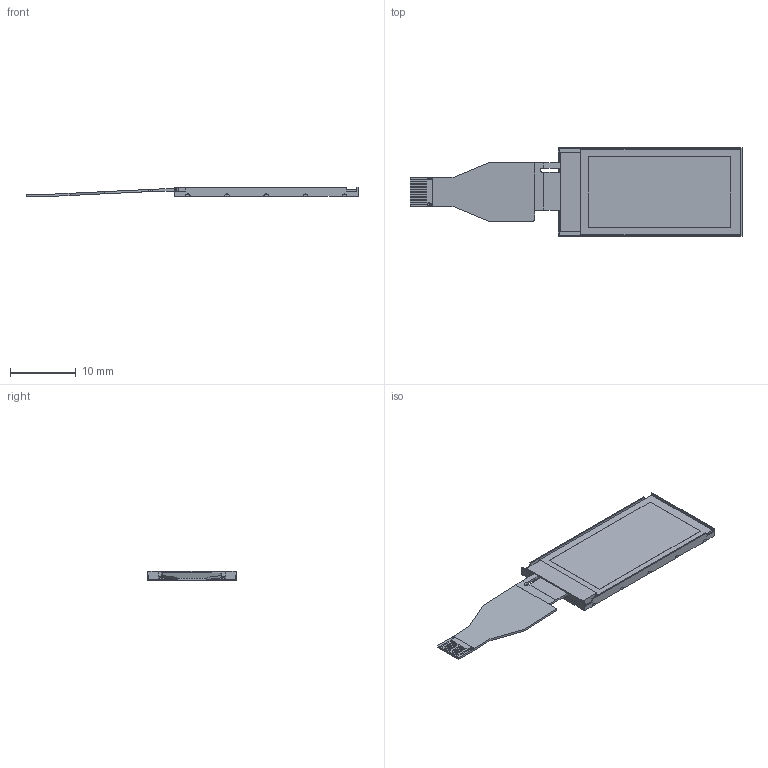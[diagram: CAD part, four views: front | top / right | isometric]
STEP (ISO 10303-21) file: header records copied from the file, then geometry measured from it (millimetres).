
FILE_DESCRIPTION(/* description */ ('Unknown'),/* implementation_level */ '2;1');
FILE_NAME(/* name */ '0.96 - IPS LCD - No Glass - 8Pin',/* time_stamp */ '2019-10-07T13:40:42-04:00',/* author */ ('John Loeffler'),/* organization */ ('Unknown'),/* preprocessor_version */ 'ST-DEVELOPER v16.7',/* originating_system */ 'DEX',/* authorisation */ $);
FILE_SCHEMA (('AUTOMOTIVE_DESIGN {1 0 10303 214 3 1 1}'));
Length unit declared in the file: millimetre
Products named in the file (1): 0.96 - IPS LCD - No Glass - 8Pin
Bounding box: 50.57 x 13.49 x 1.37 mm (x, y, z)
Volume: 463.8 mm3; surface area: 1385.9 mm2
Topology: 1 solids, 20 shells, 551 faces, 1363 edges, 895 vertices
Faces by surface type: plane 387, cylinder 84, bspline 80
Full cylindrical faces by diameter (mm): 0.762 x4
Entity records: 22817 total; most frequent: CARTESIAN_POINT 7003, ORIENTED_EDGE 2682, DIRECTION 1951, EDGE_CURVE 1341, VERTEX_POINT 895, LINE 677, VECTOR 677, AXIS2_PLACEMENT_3D 637
